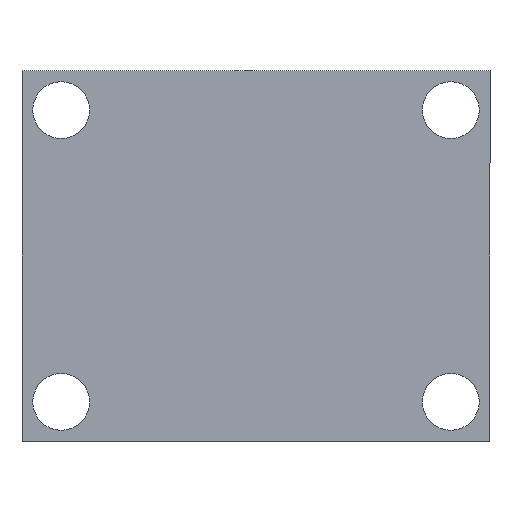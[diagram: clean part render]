
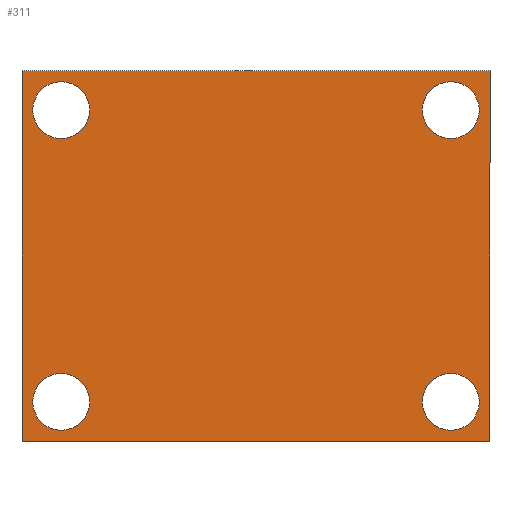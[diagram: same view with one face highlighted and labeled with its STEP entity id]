
A CAD part, front view. The second image highlights one B-rep face of the part: STEP entity #311.
In plain terms, the highlighted planar face has unit normal (0, -1, 0).
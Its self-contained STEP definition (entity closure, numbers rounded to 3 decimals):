
#5 = ORIENTED_EDGE ( 'NONE', *, *, #420, .F. ) ;
#12 = CIRCLE ( 'NONE', #56, 2.9 ) ;
#15 = VERTEX_POINT ( 'NONE', #449 ) ;
#17 = CARTESIAN_POINT ( 'NONE',  ( -18.958, 7.5, -19.157 ) ) ;
#18 = CIRCLE ( 'NONE', #219, 2.9 ) ;
#28 = CARTESIAN_POINT ( 'NONE',  ( 24.842, 7.5, 14.643 ) ) ;
#31 = CARTESIAN_POINT ( 'NONE',  ( -18.958, 7.5, 10.643 ) ) ;
#39 = ORIENTED_EDGE ( 'NONE', *, *, #253, .F. ) ;
#43 = EDGE_CURVE ( 'NONE', #85, #295, #87, .T. ) ;
#44 = CARTESIAN_POINT ( 'NONE',  ( -22.958, 7.5, -23.157 ) ) ;
#45 = ORIENTED_EDGE ( 'NONE', *, *, #448, .T. ) ;
#54 = CARTESIAN_POINT ( 'NONE',  ( 20.842, 7.5, -16.257 ) ) ;
#56 = AXIS2_PLACEMENT_3D ( 'NONE', #180, #252, #370 ) ;
#60 = DIRECTION ( 'NONE',  ( 0., 0., 1. ) ) ;
#61 = PLANE ( 'NONE',  #446 ) ;
#68 = FACE_BOUND ( 'NONE', #378, .T. ) ;
#73 = LINE ( 'NONE', #227, #453 ) ;
#74 = ORIENTED_EDGE ( 'NONE', *, *, #287, .T. ) ;
#80 = VERTEX_POINT ( 'NONE', #313 ) ;
#83 = VERTEX_POINT ( 'NONE', #140 ) ;
#85 = VERTEX_POINT ( 'NONE', #164 ) ;
#87 = CIRCLE ( 'NONE', #198, 2.9 ) ;
#91 = DIRECTION ( 'NONE',  ( 0., 1., 0. ) ) ;
#96 = DIRECTION ( 'NONE',  ( 0., 0., 1. ) ) ;
#101 = DIRECTION ( 'NONE',  ( 0., 1., 0. ) ) ;
#102 = VERTEX_POINT ( 'NONE', #170 ) ;
#110 = ORIENTED_EDGE ( 'NONE', *, *, #189, .T. ) ;
#116 = EDGE_CURVE ( 'NONE', #325, #102, #257, .T. ) ;
#120 = CARTESIAN_POINT ( 'NONE',  ( 20.842, 7.5, -19.157 ) ) ;
#122 = VERTEX_POINT ( 'NONE', #247 ) ;
#124 = DIRECTION ( 'NONE',  ( 0., 0., 1. ) ) ;
#129 = VERTEX_POINT ( 'NONE', #54 ) ;
#136 = CARTESIAN_POINT ( 'NONE',  ( 20.842, 7.5, -19.157 ) ) ;
#138 = AXIS2_PLACEMENT_3D ( 'NONE', #31, #331, #212 ) ;
#139 = VECTOR ( 'NONE', #365, 1000. ) ;
#140 = CARTESIAN_POINT ( 'NONE',  ( 24.842, 7.5, 14.643 ) ) ;
#147 = CARTESIAN_POINT ( 'NONE',  ( 20.842, 7.5, 7.743 ) ) ;
#151 = CARTESIAN_POINT ( 'NONE',  ( -18.958, 7.5, -16.257 ) ) ;
#154 = EDGE_LOOP ( 'NONE', ( #110, #45 ) ) ;
#155 = CARTESIAN_POINT ( 'NONE',  ( -22.958, 7.5, 14.643 ) ) ;
#157 = DIRECTION ( 'NONE',  ( 0., 0., 1. ) ) ;
#160 = DIRECTION ( 'NONE',  ( 1., 0., 0. ) ) ;
#161 = ORIENTED_EDGE ( 'NONE', *, *, #116, .T. ) ;
#164 = CARTESIAN_POINT ( 'NONE',  ( 20.842, 7.5, 13.543 ) ) ;
#166 = CIRCLE ( 'NONE', #457, 2.9 ) ;
#170 = CARTESIAN_POINT ( 'NONE',  ( -18.958, 7.5, -22.057 ) ) ;
#171 = DIRECTION ( 'NONE',  ( 0., 0., 1. ) ) ;
#175 = CARTESIAN_POINT ( 'NONE',  ( 0., 7.5, 0. ) ) ;
#178 = EDGE_LOOP ( 'NONE', ( #290, #483 ) ) ;
#180 = CARTESIAN_POINT ( 'NONE',  ( -18.958, 7.5, -19.157 ) ) ;
#189 = EDGE_CURVE ( 'NONE', #231, #129, #166, .T. ) ;
#198 = AXIS2_PLACEMENT_3D ( 'NONE', #272, #298, #124 ) ;
#202 = EDGE_CURVE ( 'NONE', #80, #471, #361, .T. ) ;
#212 = DIRECTION ( 'NONE',  ( 0., 0., 1. ) ) ;
#215 = FACE_BOUND ( 'NONE', #305, .T. ) ;
#219 = AXIS2_PLACEMENT_3D ( 'NONE', #120, #458, #157 ) ;
#220 = DIRECTION ( 'NONE',  ( 0., 0., 1. ) ) ;
#221 = FACE_BOUND ( 'NONE', #154, .T. ) ;
#227 = CARTESIAN_POINT ( 'NONE',  ( 24.842, 7.5, -23.157 ) ) ;
#231 = VERTEX_POINT ( 'NONE', #320 ) ;
#247 = CARTESIAN_POINT ( 'NONE',  ( -22.958, 7.5, 14.643 ) ) ;
#252 = DIRECTION ( 'NONE',  ( 0., 1., 0. ) ) ;
#253 = EDGE_CURVE ( 'NONE', #83, #274, #328, .T. ) ;
#257 = CIRCLE ( 'NONE', #276, 2.9 ) ;
#270 = DIRECTION ( 'NONE',  ( 0., 0., 1. ) ) ;
#272 = CARTESIAN_POINT ( 'NONE',  ( 20.842, 7.5, 10.643 ) ) ;
#274 = VERTEX_POINT ( 'NONE', #326 ) ;
#276 = AXIS2_PLACEMENT_3D ( 'NONE', #17, #91, #171 ) ;
#279 = DIRECTION ( 'NONE',  ( 0., 1., 0. ) ) ;
#282 = ORIENTED_EDGE ( 'NONE', *, *, #43, .T. ) ;
#286 = DIRECTION ( 'NONE',  ( 0., 0., 1. ) ) ;
#287 = EDGE_CURVE ( 'NONE', #295, #85, #444, .T. ) ;
#288 = DIRECTION ( 'NONE',  ( 0., 1., 0. ) ) ;
#290 = ORIENTED_EDGE ( 'NONE', *, *, #324, .T. ) ;
#294 = LINE ( 'NONE', #44, #429 ) ;
#295 = VERTEX_POINT ( 'NONE', #147 ) ;
#298 = DIRECTION ( 'NONE',  ( 0., 1., 0. ) ) ;
#299 = EDGE_CURVE ( 'NONE', #102, #325, #12, .T. ) ;
#301 = ORIENTED_EDGE ( 'NONE', *, *, #299, .T. ) ;
#305 = EDGE_LOOP ( 'NONE', ( #301, #161 ) ) ;
#311 = ADVANCED_FACE ( 'NONE', ( #368, #215, #68, #221, #363 ), #61, .F. ) ;
#313 = CARTESIAN_POINT ( 'NONE',  ( -18.958, 7.5, 13.543 ) ) ;
#320 = CARTESIAN_POINT ( 'NONE',  ( 20.842, 7.5, -22.057 ) ) ;
#324 = EDGE_CURVE ( 'NONE', #471, #80, #347, .T. ) ;
#325 = VERTEX_POINT ( 'NONE', #151 ) ;
#326 = CARTESIAN_POINT ( 'NONE',  ( 24.842, 7.5, -23.157 ) ) ;
#328 = LINE ( 'NONE', #28, #139 ) ;
#331 = DIRECTION ( 'NONE',  ( 0., 1., 0. ) ) ;
#333 = LINE ( 'NONE', #155, #375 ) ;
#347 = CIRCLE ( 'NONE', #138, 2.9 ) ;
#361 = CIRCLE ( 'NONE', #447, 2.9 ) ;
#363 = FACE_BOUND ( 'NONE', #178, .T. ) ;
#365 = DIRECTION ( 'NONE',  ( 0., 0., -1. ) ) ;
#368 = FACE_OUTER_BOUND ( 'NONE', #391, .T. ) ;
#370 = DIRECTION ( 'NONE',  ( 0., 0., 1. ) ) ;
#375 = VECTOR ( 'NONE', #160, 1000. ) ;
#377 = DIRECTION ( 'NONE',  ( -1., 0., 0. ) ) ;
#378 = EDGE_LOOP ( 'NONE', ( #74, #282 ) ) ;
#391 = EDGE_LOOP ( 'NONE', ( #428, #431, #39, #5 ) ) ;
#398 = AXIS2_PLACEMENT_3D ( 'NONE', #440, #288, #286 ) ;
#420 = EDGE_CURVE ( 'NONE', #122, #83, #333, .T. ) ;
#427 = CARTESIAN_POINT ( 'NONE',  ( -18.958, 7.5, 7.743 ) ) ;
#428 = ORIENTED_EDGE ( 'NONE', *, *, #441, .F. ) ;
#429 = VECTOR ( 'NONE', #270, 1000. ) ;
#431 = ORIENTED_EDGE ( 'NONE', *, *, #460, .F. ) ;
#434 = CARTESIAN_POINT ( 'NONE',  ( -18.958, 7.5, 10.643 ) ) ;
#440 = CARTESIAN_POINT ( 'NONE',  ( 20.842, 7.5, 10.643 ) ) ;
#441 = EDGE_CURVE ( 'NONE', #15, #122, #294, .T. ) ;
#444 = CIRCLE ( 'NONE', #398, 2.9 ) ;
#446 = AXIS2_PLACEMENT_3D ( 'NONE', #175, #101, #220 ) ;
#447 = AXIS2_PLACEMENT_3D ( 'NONE', #434, #480, #96 ) ;
#448 = EDGE_CURVE ( 'NONE', #129, #231, #18, .T. ) ;
#449 = CARTESIAN_POINT ( 'NONE',  ( -22.958, 7.5, -23.157 ) ) ;
#453 = VECTOR ( 'NONE', #377, 1000. ) ;
#457 = AXIS2_PLACEMENT_3D ( 'NONE', #136, #279, #60 ) ;
#458 = DIRECTION ( 'NONE',  ( 0., 1., 0. ) ) ;
#460 = EDGE_CURVE ( 'NONE', #274, #15, #73, .T. ) ;
#471 = VERTEX_POINT ( 'NONE', #427 ) ;
#480 = DIRECTION ( 'NONE',  ( 0., 1., 0. ) ) ;
#483 = ORIENTED_EDGE ( 'NONE', *, *, #202, .T. ) ;
